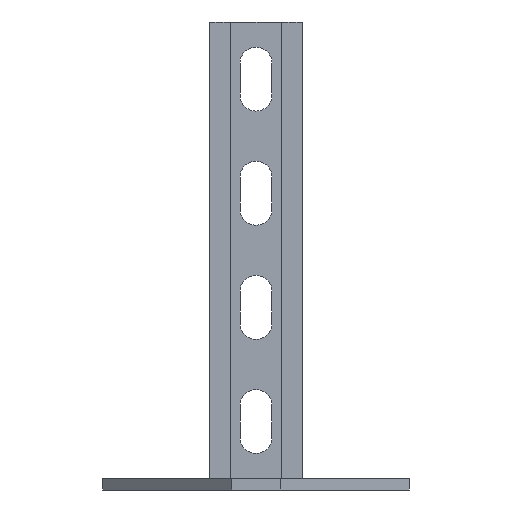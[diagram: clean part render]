
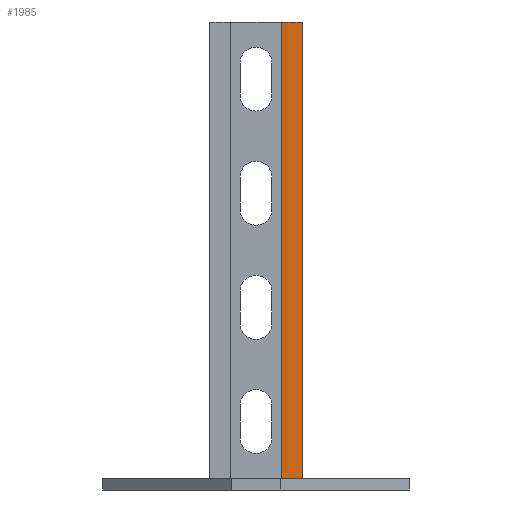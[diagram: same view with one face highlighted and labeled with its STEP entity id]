
A CAD part, front view. The second image highlights one B-rep face of the part: STEP entity #1985.
In plain terms, the highlighted face is planar.
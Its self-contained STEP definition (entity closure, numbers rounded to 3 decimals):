
#105 = ORIENTED_EDGE ( 'NONE', *, *, #2621, .T. ) ;
#152 = EDGE_CURVE ( 'NONE', #2915, #1898, #2959, .T. ) ;
#180 = CARTESIAN_POINT ( 'NONE',  ( -17.5, 41., 200. ) ) ;
#269 = ORIENTED_EDGE ( 'NONE', *, *, #3202, .F. ) ;
#315 = EDGE_LOOP ( 'NONE', ( #3205, #3106, #641, #1134, #269, #2942, #105, #3614 ) ) ;
#495 = EDGE_CURVE ( 'NONE', #1724, #1247, #573, .T. ) ;
#497 = CARTESIAN_POINT ( 'NONE',  ( -17.5, 41., 0. ) ) ;
#546 = DIRECTION ( 'NONE',  ( 0., 0., -1. ) ) ;
#573 = LINE ( 'NONE', #1515, #4425 ) ;
#575 = CARTESIAN_POINT ( 'NONE',  ( -20.5, 41., 200. ) ) ;
#641 = ORIENTED_EDGE ( 'NONE', *, *, #1280, .F. ) ;
#738 = LINE ( 'NONE', #3958, #3007 ) ;
#754 = CARTESIAN_POINT ( 'NONE',  ( -17.5, 41., 200. ) ) ;
#810 = DIRECTION ( 'NONE',  ( 1., 0., 0. ) ) ;
#887 = VECTOR ( 'NONE', #3834, 1000. ) ;
#949 = VECTOR ( 'NONE', #1222, 1000. ) ;
#1035 = VERTEX_POINT ( 'NONE', #1815 ) ;
#1042 = VECTOR ( 'NONE', #546, 1000. ) ;
#1084 = LINE ( 'NONE', #1853, #2424 ) ;
#1134 = ORIENTED_EDGE ( 'NONE', *, *, #1448, .F. ) ;
#1180 = DIRECTION ( 'NONE',  ( 1., 0., 0. ) ) ;
#1222 = DIRECTION ( 'NONE',  ( -1., 0., 0. ) ) ;
#1247 = VERTEX_POINT ( 'NONE', #2966 ) ;
#1280 = EDGE_CURVE ( 'NONE', #4398, #2142, #4468, .T. ) ;
#1448 = EDGE_CURVE ( 'NONE', #2788, #4398, #4305, .T. ) ;
#1476 = VECTOR ( 'NONE', #810, 1000. ) ;
#1490 = CARTESIAN_POINT ( 'NONE',  ( -17.5, 41., 200. ) ) ;
#1515 = CARTESIAN_POINT ( 'NONE',  ( -11., 41., 200. ) ) ;
#1646 = LINE ( 'NONE', #1490, #2403 ) ;
#1724 = VERTEX_POINT ( 'NONE', #3984 ) ;
#1762 = AXIS2_PLACEMENT_3D ( 'NONE', #3810, #2062, #2410 ) ;
#1815 = CARTESIAN_POINT ( 'NONE',  ( -17.5, 41., 0. ) ) ;
#1816 = DIRECTION ( 'NONE',  ( -1., 0., 0. ) ) ;
#1853 = CARTESIAN_POINT ( 'NONE',  ( -11., 41., 200. ) ) ;
#1898 = VERTEX_POINT ( 'NONE', #3410 ) ;
#1985 = ADVANCED_FACE ( 'NONE', ( #2653 ), #2401, .F. ) ;
#2062 = DIRECTION ( 'NONE',  ( 0., -1., 0. ) ) ;
#2142 = VERTEX_POINT ( 'NONE', #4204 ) ;
#2167 = DIRECTION ( 'NONE',  ( -1., 0., 0. ) ) ;
#2401 = PLANE ( 'NONE',  #1762 ) ;
#2403 = VECTOR ( 'NONE', #2167, 1000. ) ;
#2410 = DIRECTION ( 'NONE',  ( 1., 0., 0. ) ) ;
#2424 = VECTOR ( 'NONE', #3570, 1000. ) ;
#2449 = LINE ( 'NONE', #4276, #949 ) ;
#2621 = EDGE_CURVE ( 'NONE', #1247, #1898, #1084, .T. ) ;
#2653 = FACE_OUTER_BOUND ( 'NONE', #315, .T. ) ;
#2691 = CARTESIAN_POINT ( 'NONE',  ( -14., 41., 0. ) ) ;
#2788 = VERTEX_POINT ( 'NONE', #180 ) ;
#2915 = VERTEX_POINT ( 'NONE', #2691 ) ;
#2942 = ORIENTED_EDGE ( 'NONE', *, *, #495, .T. ) ;
#2959 = LINE ( 'NONE', #497, #1476 ) ;
#2966 = CARTESIAN_POINT ( 'NONE',  ( -11., 41., 200. ) ) ;
#3007 = VECTOR ( 'NONE', #1816, 1000. ) ;
#3106 = ORIENTED_EDGE ( 'NONE', *, *, #3333, .T. ) ;
#3202 = EDGE_CURVE ( 'NONE', #1724, #2788, #1646, .T. ) ;
#3205 = ORIENTED_EDGE ( 'NONE', *, *, #3256, .T. ) ;
#3256 = EDGE_CURVE ( 'NONE', #2915, #1035, #738, .T. ) ;
#3333 = EDGE_CURVE ( 'NONE', #1035, #2142, #2449, .T. ) ;
#3410 = CARTESIAN_POINT ( 'NONE',  ( -11., 41., 0. ) ) ;
#3570 = DIRECTION ( 'NONE',  ( 0., 0., -1. ) ) ;
#3614 = ORIENTED_EDGE ( 'NONE', *, *, #152, .F. ) ;
#3810 = CARTESIAN_POINT ( 'NONE',  ( -17.5, 41., 200. ) ) ;
#3834 = DIRECTION ( 'NONE',  ( -1., 0., 0. ) ) ;
#3958 = CARTESIAN_POINT ( 'NONE',  ( -17.5, 41., 0. ) ) ;
#3984 = CARTESIAN_POINT ( 'NONE',  ( -14., 41., 200. ) ) ;
#4140 = CARTESIAN_POINT ( 'NONE',  ( -20.5, 41., 200. ) ) ;
#4204 = CARTESIAN_POINT ( 'NONE',  ( -20.5, 41., 0. ) ) ;
#4276 = CARTESIAN_POINT ( 'NONE',  ( -20.5, 41., 0. ) ) ;
#4305 = LINE ( 'NONE', #754, #887 ) ;
#4398 = VERTEX_POINT ( 'NONE', #4140 ) ;
#4425 = VECTOR ( 'NONE', #1180, 1000. ) ;
#4468 = LINE ( 'NONE', #575, #1042 ) ;
